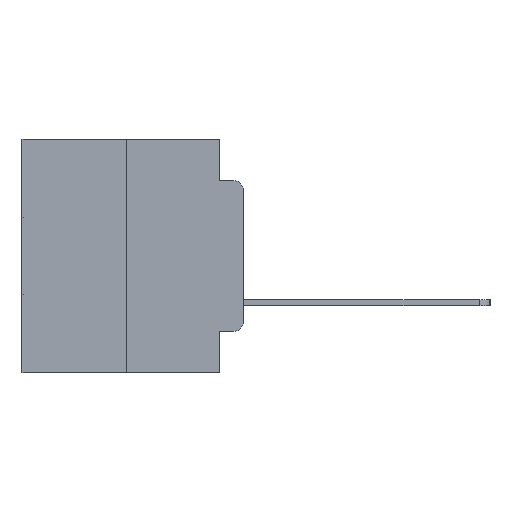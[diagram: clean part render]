
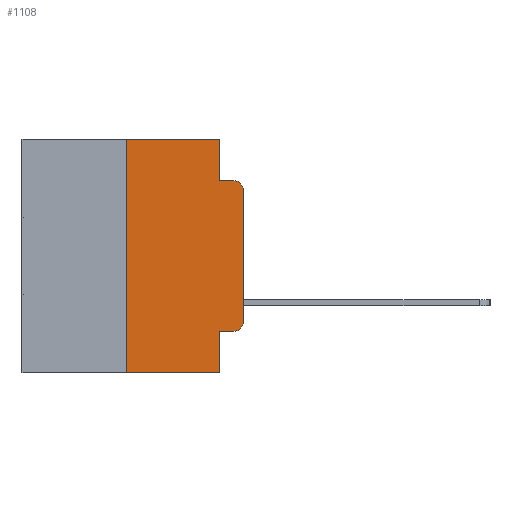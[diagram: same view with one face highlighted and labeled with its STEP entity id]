
A CAD part, left-side view. The second image highlights one B-rep face of the part: STEP entity #1108.
In plain terms, the highlighted planar face has unit normal (-1, 0, 0).
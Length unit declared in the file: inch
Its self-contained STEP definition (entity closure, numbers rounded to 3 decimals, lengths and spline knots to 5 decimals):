
#624 = LINE ( 'NONE', #15966, #5263 ) ;
#1108 = ADVANCED_FACE ( 'NONE', ( #17871 ), #15799, .F. ) ;
#1221 = DIRECTION ( 'NONE',  ( 0., -1., 0. ) ) ;
#1459 = CARTESIAN_POINT ( 'NONE',  ( 0., 0., -0.1085 ) ) ;
#2197 = ORIENTED_EDGE ( 'NONE', *, *, #24956, .T. ) ;
#2228 = ORIENTED_EDGE ( 'NONE', *, *, #9145, .T. ) ;
#2306 = VERTEX_POINT ( 'NONE', #26886 ) ;
#2363 = EDGE_CURVE ( 'NONE', #9076, #19023, #25808, .T. ) ;
#2384 = DIRECTION ( 'NONE',  ( -1., 0., 0. ) ) ;
#2588 = ORIENTED_EDGE ( 'NONE', *, *, #22810, .F. ) ;
#2765 = EDGE_LOOP ( 'NONE', ( #2197, #2228, #2588, #2941, #3053, #3108, #3862, #3950, #4037, #4437 ) ) ;
#2941 = ORIENTED_EDGE ( 'NONE', *, *, #13722, .F. ) ;
#3053 = ORIENTED_EDGE ( 'NONE', *, *, #17862, .F. ) ;
#3108 = ORIENTED_EDGE ( 'NONE', *, *, #6177, .F. ) ;
#3144 = AXIS2_PLACEMENT_3D ( 'NONE', #15483, #2384, #17667 ) ;
#3862 = ORIENTED_EDGE ( 'NONE', *, *, #26211, .T. ) ;
#3950 = ORIENTED_EDGE ( 'NONE', *, *, #8679, .F. ) ;
#4037 = ORIENTED_EDGE ( 'NONE', *, *, #2363, .T. ) ;
#4229 = CARTESIAN_POINT ( 'NONE',  ( 0., 0.473, -0.5 ) ) ;
#4437 = ORIENTED_EDGE ( 'NONE', *, *, #22569, .T. ) ;
#4561 = CIRCLE ( 'NONE', #3144, 0.02 ) ;
#4804 = VECTOR ( 'NONE', #21626, 39.37008 ) ;
#4888 = DIRECTION ( 'NONE',  ( 1., 0., 0. ) ) ;
#4967 = DIRECTION ( 'NONE',  ( -1., 0., 0. ) ) ;
#5150 = DIRECTION ( 'NONE',  ( 0., 0., -1. ) ) ;
#5263 = VECTOR ( 'NONE', #5150, 39.37008 ) ;
#5364 = CARTESIAN_POINT ( 'NONE',  ( 0., 0.051, 0. ) ) ;
#5994 = CARTESIAN_POINT ( 'NONE',  ( 0., 0., -0.3915 ) ) ;
#6177 = EDGE_CURVE ( 'NONE', #19182, #20848, #12308, .T. ) ;
#6385 = VERTEX_POINT ( 'NONE', #1459 ) ;
#7079 = VECTOR ( 'NONE', #10792, 39.37008 ) ;
#7814 = CARTESIAN_POINT ( 'NONE',  ( 0., 0.051, -0.4115 ) ) ;
#7859 = AXIS2_PLACEMENT_3D ( 'NONE', #26393, #4888, #17985 ) ;
#8679 = EDGE_CURVE ( 'NONE', #9076, #11330, #624, .T. ) ;
#9013 = AXIS2_PLACEMENT_3D ( 'NONE', #17972, #4967, #20103 ) ;
#9076 = VERTEX_POINT ( 'NONE', #13103 ) ;
#9145 = EDGE_CURVE ( 'NONE', #6385, #11604, #4561, .T. ) ;
#9400 = VECTOR ( 'NONE', #25312, 39.37008 ) ;
#10012 = CARTESIAN_POINT ( 'NONE',  ( 0., 0.25, -0.5 ) ) ;
#10093 = LINE ( 'NONE', #23260, #9400 ) ;
#10792 = DIRECTION ( 'NONE',  ( 0., -1., 0. ) ) ;
#11144 = VECTOR ( 'NONE', #18356, 39.37008 ) ;
#11330 = VERTEX_POINT ( 'NONE', #14521 ) ;
#11604 = VERTEX_POINT ( 'NONE', #15610 ) ;
#12308 = LINE ( 'NONE', #16134, #17318 ) ;
#12921 = LINE ( 'NONE', #21422, #7079 ) ;
#13103 = CARTESIAN_POINT ( 'NONE',  ( 0., 0.051, -0.4115 ) ) ;
#13722 = EDGE_CURVE ( 'NONE', #22213, #2306, #27413, .T. ) ;
#14009 = DIRECTION ( 'NONE',  ( 0., 0., 1. ) ) ;
#14235 = CARTESIAN_POINT ( 'NONE',  ( 0., 0.051, 0. ) ) ;
#14314 = VECTOR ( 'NONE', #16660, 39.37008 ) ;
#14521 = CARTESIAN_POINT ( 'NONE',  ( 0., 0.051, -0.5 ) ) ;
#15483 = CARTESIAN_POINT ( 'NONE',  ( 0., 0.02, -0.1085 ) ) ;
#15610 = CARTESIAN_POINT ( 'NONE',  ( 0., 0.02, -0.0885 ) ) ;
#15799 = PLANE ( 'NONE',  #7859 ) ;
#15966 = CARTESIAN_POINT ( 'NONE',  ( 0., 0.051, 0. ) ) ;
#16134 = CARTESIAN_POINT ( 'NONE',  ( 0., 0.25, 0. ) ) ;
#16660 = DIRECTION ( 'NONE',  ( 0., -1., 0. ) ) ;
#17318 = VECTOR ( 'NONE', #14009, 39.37008 ) ;
#17667 = DIRECTION ( 'NONE',  ( 0., 0., -1. ) ) ;
#17862 = EDGE_CURVE ( 'NONE', #20848, #22213, #12921, .T. ) ;
#17871 = FACE_OUTER_BOUND ( 'NONE', #2765, .T. ) ;
#17972 = CARTESIAN_POINT ( 'NONE',  ( 0., 0.02, -0.3915 ) ) ;
#17985 = DIRECTION ( 'NONE',  ( 0., 0., -1. ) ) ;
#18356 = DIRECTION ( 'NONE',  ( 0., 0., -1. ) ) ;
#19023 = VERTEX_POINT ( 'NONE', #22133 ) ;
#19182 = VERTEX_POINT ( 'NONE', #10012 ) ;
#19992 = LINE ( 'NONE', #25114, #14314 ) ;
#20012 = CARTESIAN_POINT ( 'NONE',  ( 0., 0.25, 0. ) ) ;
#20103 = DIRECTION ( 'NONE',  ( 0., 0., -1. ) ) ;
#20168 = VECTOR ( 'NONE', #1221, 39.37008 ) ;
#20848 = VERTEX_POINT ( 'NONE', #20012 ) ;
#21013 = CIRCLE ( 'NONE', #9013, 0.02 ) ;
#21422 = CARTESIAN_POINT ( 'NONE',  ( 0., 0.473, 0. ) ) ;
#21626 = DIRECTION ( 'NONE',  ( 0., -1., 0. ) ) ;
#22025 = LINE ( 'NONE', #4229, #4804 ) ;
#22133 = CARTESIAN_POINT ( 'NONE',  ( 0., 0.02, -0.4115 ) ) ;
#22213 = VERTEX_POINT ( 'NONE', #14235 ) ;
#22569 = EDGE_CURVE ( 'NONE', #19023, #27889, #21013, .T. ) ;
#22810 = EDGE_CURVE ( 'NONE', #2306, #11604, #19992, .T. ) ;
#23260 = CARTESIAN_POINT ( 'NONE',  ( 0., 0., 0. ) ) ;
#24956 = EDGE_CURVE ( 'NONE', #27889, #6385, #10093, .T. ) ;
#25114 = CARTESIAN_POINT ( 'NONE',  ( 0., 0.051, -0.0885 ) ) ;
#25312 = DIRECTION ( 'NONE',  ( 0., 0., 1. ) ) ;
#25808 = LINE ( 'NONE', #7814, #20168 ) ;
#26211 = EDGE_CURVE ( 'NONE', #19182, #11330, #22025, .T. ) ;
#26393 = CARTESIAN_POINT ( 'NONE',  ( 0., 0.473, 0. ) ) ;
#26886 = CARTESIAN_POINT ( 'NONE',  ( 0., 0.051, -0.0885 ) ) ;
#27413 = LINE ( 'NONE', #5364, #11144 ) ;
#27889 = VERTEX_POINT ( 'NONE', #5994 ) ;
